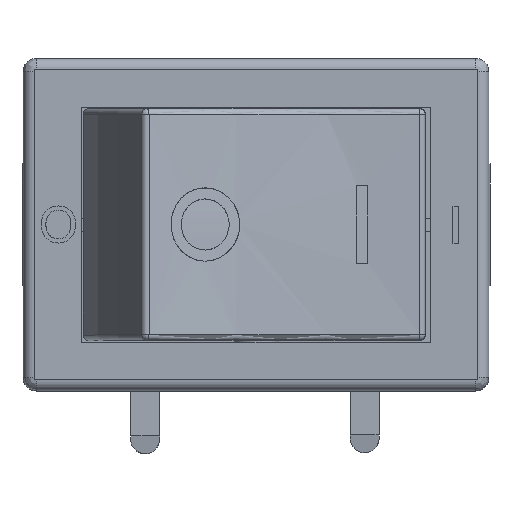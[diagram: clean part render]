
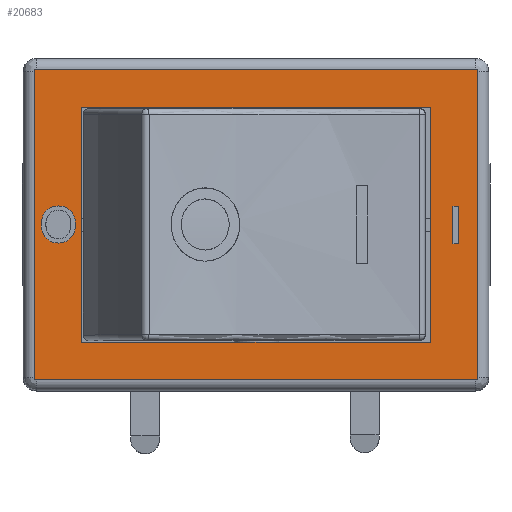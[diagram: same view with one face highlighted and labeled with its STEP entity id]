
A CAD part, top view. The second image highlights one B-rep face of the part: STEP entity #20683.
In plain terms, the highlighted planar face has unit normal (0, 0, 1).
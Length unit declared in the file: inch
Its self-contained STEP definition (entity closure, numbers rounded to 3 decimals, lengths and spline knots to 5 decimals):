
#962=B_SPLINE_CURVE_WITH_KNOTS('',2,(#37246,#37247,#37248,#37249),
 .UNSPECIFIED.,.F.,.F.,(3,1,3),(0.,1.,2.),.UNSPECIFIED.);
#964=B_SPLINE_CURVE_WITH_KNOTS('',2,(#37263,#37264,#37265),
 .UNSPECIFIED.,.F.,.F.,(3,3),(0.,1.),.UNSPECIFIED.);
#966=B_SPLINE_CURVE_WITH_KNOTS('',2,(#37278,#37279,#37280),
 .UNSPECIFIED.,.F.,.F.,(3,3),(0.,1.),.UNSPECIFIED.);
#968=B_SPLINE_CURVE_WITH_KNOTS('',2,(#37293,#37294,#37295),
 .UNSPECIFIED.,.F.,.F.,(3,3),(0.,1.),.UNSPECIFIED.);
#970=B_SPLINE_CURVE_WITH_KNOTS('',2,(#37308,#37309,#37310),
 .UNSPECIFIED.,.F.,.F.,(3,3),(0.,1.),.UNSPECIFIED.);
#972=B_SPLINE_CURVE_WITH_KNOTS('',2,(#37323,#37324,#37325,#37326),
 .UNSPECIFIED.,.F.,.F.,(3,1,3),(0.,1.,2.),.UNSPECIFIED.);
#1159=FACE_BOUND('',#3403,.T.);
#1160=FACE_BOUND('',#3404,.T.);
#1161=FACE_BOUND('',#3405,.T.);
#1361=CIRCLE('',#21641,0.00394);
#1362=CIRCLE('',#21642,0.00394);
#1363=CIRCLE('',#21643,0.00394);
#1364=CIRCLE('',#21644,0.00394);
#2214=FACE_OUTER_BOUND('',#3402,.T.);
#3402=EDGE_LOOP('',(#17568,#17569,#17570,#17571,#17572,#17573,#17574,#17575));
#3403=EDGE_LOOP('',(#17576,#17577,#17578,#17579));
#3404=EDGE_LOOP('',(#17580,#17581,#17582,#17583));
#3405=EDGE_LOOP('',(#17584,#17585,#17586,#17587,#17588,#17589));
#5271=LINE('',#37335,#7454);
#5275=LINE('',#37342,#7458);
#5278=LINE('',#37348,#7461);
#5280=LINE('',#37351,#7463);
#5281=LINE('',#37356,#7464);
#5282=LINE('',#37360,#7465);
#5283=LINE('',#37364,#7466);
#5284=LINE('',#37368,#7467);
#5285=LINE('',#37372,#7468);
#5286=LINE('',#37374,#7469);
#5287=LINE('',#37376,#7470);
#5288=LINE('',#37377,#7471);
#7454=VECTOR('',#24754,0.3937);
#7458=VECTOR('',#24760,0.3937);
#7461=VECTOR('',#24765,0.3937);
#7463=VECTOR('',#24769,0.3937);
#7464=VECTOR('',#24774,0.3937);
#7465=VECTOR('',#24777,0.3937);
#7466=VECTOR('',#24780,0.3937);
#7467=VECTOR('',#24783,0.3937);
#7468=VECTOR('',#24786,0.3937);
#7469=VECTOR('',#24787,0.3937);
#7470=VECTOR('',#24788,0.3937);
#7471=VECTOR('',#24789,0.3937);
#9587=VERTEX_POINT('',#37243);
#9588=VERTEX_POINT('',#37245);
#9590=VERTEX_POINT('',#37261);
#9592=VERTEX_POINT('',#37276);
#9594=VERTEX_POINT('',#37291);
#9596=VERTEX_POINT('',#37306);
#9599=VERTEX_POINT('',#37332);
#9600=VERTEX_POINT('',#37334);
#9602=VERTEX_POINT('',#37340);
#9604=VERTEX_POINT('',#37346);
#9605=VERTEX_POINT('',#37354);
#9606=VERTEX_POINT('',#37355);
#9607=VERTEX_POINT('',#37357);
#9608=VERTEX_POINT('',#37359);
#9609=VERTEX_POINT('',#37361);
#9610=VERTEX_POINT('',#37363);
#9611=VERTEX_POINT('',#37365);
#9612=VERTEX_POINT('',#37367);
#9613=VERTEX_POINT('',#37370);
#9614=VERTEX_POINT('',#37371);
#9615=VERTEX_POINT('',#37373);
#9616=VERTEX_POINT('',#37375);
#12336=EDGE_CURVE('',#9588,#9587,#962,.T.);
#12340=EDGE_CURVE('',#9587,#9590,#964,.T.);
#12343=EDGE_CURVE('',#9590,#9592,#966,.T.);
#12346=EDGE_CURVE('',#9592,#9594,#968,.T.);
#12349=EDGE_CURVE('',#9594,#9596,#970,.T.);
#12351=EDGE_CURVE('',#9596,#9588,#972,.T.);
#12354=EDGE_CURVE('',#9600,#9599,#5271,.T.);
#12358=EDGE_CURVE('',#9599,#9602,#5275,.T.);
#12361=EDGE_CURVE('',#9602,#9604,#5278,.T.);
#12363=EDGE_CURVE('',#9604,#9600,#5280,.T.);
#12364=EDGE_CURVE('',#9605,#9606,#5281,.T.);
#12365=EDGE_CURVE('',#9607,#9605,#1361,.T.);
#12366=EDGE_CURVE('',#9608,#9607,#5282,.T.);
#12367=EDGE_CURVE('',#9609,#9608,#1362,.T.);
#12368=EDGE_CURVE('',#9610,#9609,#5283,.T.);
#12369=EDGE_CURVE('',#9611,#9610,#1363,.T.);
#12370=EDGE_CURVE('',#9612,#9611,#5284,.T.);
#12371=EDGE_CURVE('',#9606,#9612,#1364,.T.);
#12372=EDGE_CURVE('',#9613,#9614,#5285,.T.);
#12373=EDGE_CURVE('',#9614,#9615,#5286,.T.);
#12374=EDGE_CURVE('',#9615,#9616,#5287,.T.);
#12375=EDGE_CURVE('',#9616,#9613,#5288,.T.);
#17568=ORIENTED_EDGE('',*,*,#12364,.F.);
#17569=ORIENTED_EDGE('',*,*,#12365,.F.);
#17570=ORIENTED_EDGE('',*,*,#12366,.F.);
#17571=ORIENTED_EDGE('',*,*,#12367,.F.);
#17572=ORIENTED_EDGE('',*,*,#12368,.F.);
#17573=ORIENTED_EDGE('',*,*,#12369,.F.);
#17574=ORIENTED_EDGE('',*,*,#12370,.F.);
#17575=ORIENTED_EDGE('',*,*,#12371,.F.);
#17576=ORIENTED_EDGE('',*,*,#12372,.T.);
#17577=ORIENTED_EDGE('',*,*,#12373,.T.);
#17578=ORIENTED_EDGE('',*,*,#12374,.T.);
#17579=ORIENTED_EDGE('',*,*,#12375,.T.);
#17580=ORIENTED_EDGE('',*,*,#12354,.T.);
#17581=ORIENTED_EDGE('',*,*,#12358,.T.);
#17582=ORIENTED_EDGE('',*,*,#12361,.T.);
#17583=ORIENTED_EDGE('',*,*,#12363,.T.);
#17584=ORIENTED_EDGE('',*,*,#12336,.T.);
#17585=ORIENTED_EDGE('',*,*,#12340,.T.);
#17586=ORIENTED_EDGE('',*,*,#12343,.T.);
#17587=ORIENTED_EDGE('',*,*,#12346,.T.);
#17588=ORIENTED_EDGE('',*,*,#12349,.T.);
#17589=ORIENTED_EDGE('',*,*,#12351,.T.);
#19640=PLANE('',#21640);
#20683=ADVANCED_FACE('',(#2214,#1159,#1160,#1161),#19640,.T.);
#21640=AXIS2_PLACEMENT_3D('',#37353,#24772,#24773);
#21641=AXIS2_PLACEMENT_3D('',#37358,#24775,#24776);
#21642=AXIS2_PLACEMENT_3D('',#37362,#24778,#24779);
#21643=AXIS2_PLACEMENT_3D('',#37366,#24781,#24782);
#21644=AXIS2_PLACEMENT_3D('',#37369,#24784,#24785);
#24754=DIRECTION('',(1.,0.,0.));
#24760=DIRECTION('',(0.,-1.,0.));
#24765=DIRECTION('',(-1.,0.,0.));
#24769=DIRECTION('',(0.,1.,0.));
#24772=DIRECTION('center_axis',(0.,0.,
1.));
#24773=DIRECTION('ref_axis',(1.,0.,0.));
#24774=DIRECTION('',(0.,1.,0.));
#24775=DIRECTION('center_axis',(0.,0.,
-1.));
#24776=DIRECTION('ref_axis',(-0.707,-0.707,0.));
#24777=DIRECTION('',(-1.,0.,0.));
#24778=DIRECTION('center_axis',(0.,0.,
-1.));
#24779=DIRECTION('ref_axis',(0.707,-0.707,0.));
#24780=DIRECTION('',(0.,-1.,0.));
#24781=DIRECTION('center_axis',(0.,0.,
-1.));
#24782=DIRECTION('ref_axis',(0.707,0.707,0.));
#24783=DIRECTION('',(1.,0.,0.));
#24784=DIRECTION('center_axis',(0.,0.,
-1.));
#24785=DIRECTION('ref_axis',(-0.707,0.707,0.));
#24786=DIRECTION('',(0.,-1.,0.));
#24787=DIRECTION('',(-1.,0.,0.));
#24788=DIRECTION('',(0.,1.,0.));
#24789=DIRECTION('',(1.,0.,0.));
#37243=CARTESIAN_POINT('',(-0.38114,0.0002,0.62992));
#37245=CARTESIAN_POINT('',(-0.35097,-0.03272,0.62992));
#37246=CARTESIAN_POINT('Ctrl Pts',(-0.35097,-0.03272,
0.62992));
#37247=CARTESIAN_POINT('Ctrl Pts',(-0.36449,-0.03272,
0.62992));
#37248=CARTESIAN_POINT('Ctrl Pts',(-0.38114,-0.01449,
0.62992));
#37249=CARTESIAN_POINT('Ctrl Pts',(-0.38114,0.0002,
0.62992));
#37261=CARTESIAN_POINT('',(-0.37353,0.02345,0.62992));
#37263=CARTESIAN_POINT('Ctrl Pts',(-0.38114,0.0002,
0.62992));
#37264=CARTESIAN_POINT('Ctrl Pts',(-0.38114,0.01436,
0.62992));
#37265=CARTESIAN_POINT('Ctrl Pts',(-0.37353,0.02345,
0.62992));
#37276=CARTESIAN_POINT('',(-0.35092,0.03313,0.62992));
#37278=CARTESIAN_POINT('Ctrl Pts',(-0.37353,0.02345,
0.62992));
#37279=CARTESIAN_POINT('Ctrl Pts',(-0.36522,0.03313,
0.62992));
#37280=CARTESIAN_POINT('Ctrl Pts',(-0.35092,0.03313,
0.62992));
#37291=CARTESIAN_POINT('',(-0.32793,0.0231,0.62992));
#37293=CARTESIAN_POINT('Ctrl Pts',(-0.35092,0.03313,
0.62992));
#37294=CARTESIAN_POINT('Ctrl Pts',(-0.33628,0.03313,
0.62992));
#37295=CARTESIAN_POINT('Ctrl Pts',(-0.32793,0.0231,
0.62992));
#37306=CARTESIAN_POINT('',(-0.32031,-0.00034,0.62992));
#37308=CARTESIAN_POINT('Ctrl Pts',(-0.32793,0.0231,
0.62992));
#37309=CARTESIAN_POINT('Ctrl Pts',(-0.32031,0.01396,
0.62992));
#37310=CARTESIAN_POINT('Ctrl Pts',(-0.32031,-0.00034,
0.62992));
#37323=CARTESIAN_POINT('Ctrl Pts',(-0.32031,-0.00034,
0.62992));
#37324=CARTESIAN_POINT('Ctrl Pts',(-0.32031,-0.01483,
0.62992));
#37325=CARTESIAN_POINT('Ctrl Pts',(-0.33717,-0.03272,
0.62992));
#37326=CARTESIAN_POINT('Ctrl Pts',(-0.35097,-0.03272,
0.62992));
#37332=CARTESIAN_POINT('',(0.3594,0.0329,0.62992));
#37334=CARTESIAN_POINT('',(0.34966,0.0329,0.62992));
#37335=CARTESIAN_POINT('',(0.17483,0.0329,0.62992));
#37340=CARTESIAN_POINT('',(0.3594,-0.03403,0.62992));
#37342=CARTESIAN_POINT('',(0.3594,0.01645,0.62992));
#37346=CARTESIAN_POINT('',(0.34966,-0.03403,0.62992));
#37348=CARTESIAN_POINT('',(0.1797,-0.03403,0.62992));
#37351=CARTESIAN_POINT('',(0.34966,-0.01701,0.62992));
#37353=CARTESIAN_POINT('Origin',(0.,0.,
0.62992));
#37354=CARTESIAN_POINT('',(-0.3937,-0.27165,0.62992));
#37355=CARTESIAN_POINT('',(-0.3937,0.27165,0.62992));
#37356=CARTESIAN_POINT('',(-0.3937,-0.13583,0.62992));
#37357=CARTESIAN_POINT('',(-0.38976,-0.27559,0.62992));
#37358=CARTESIAN_POINT('Origin',(-0.38976,-0.27165,
0.62992));
#37359=CARTESIAN_POINT('',(0.38976,-0.27559,0.62992));
#37360=CARTESIAN_POINT('',(0.19488,-0.27559,0.62992));
#37361=CARTESIAN_POINT('',(0.3937,-0.27165,0.62992));
#37362=CARTESIAN_POINT('Origin',(0.38976,-0.27165,0.62992));
#37363=CARTESIAN_POINT('',(0.3937,0.27165,0.62992));
#37364=CARTESIAN_POINT('',(0.3937,0.13583,0.62992));
#37365=CARTESIAN_POINT('',(0.38976,0.27559,0.62992));
#37366=CARTESIAN_POINT('Origin',(0.38976,0.27165,0.62992));
#37367=CARTESIAN_POINT('',(-0.38976,0.27559,0.62992));
#37368=CARTESIAN_POINT('',(-0.19488,0.27559,0.62992));
#37369=CARTESIAN_POINT('Origin',(-0.38976,0.27165,0.62992));
#37370=CARTESIAN_POINT('',(0.30906,0.20866,0.62992));
#37371=CARTESIAN_POINT('',(0.30906,-0.20866,0.62992));
#37372=CARTESIAN_POINT('',(0.30906,-0.10433,0.62992));
#37373=CARTESIAN_POINT('',(-0.30906,-0.20866,0.62992));
#37374=CARTESIAN_POINT('',(-0.15453,-0.20866,0.62992));
#37375=CARTESIAN_POINT('',(-0.30906,0.20866,0.62992));
#37376=CARTESIAN_POINT('',(-0.30906,0.10433,0.62992));
#37377=CARTESIAN_POINT('',(0.15453,0.20866,0.62992));
